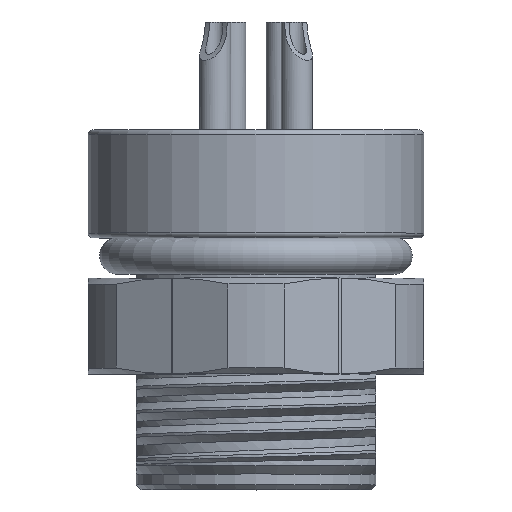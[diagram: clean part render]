
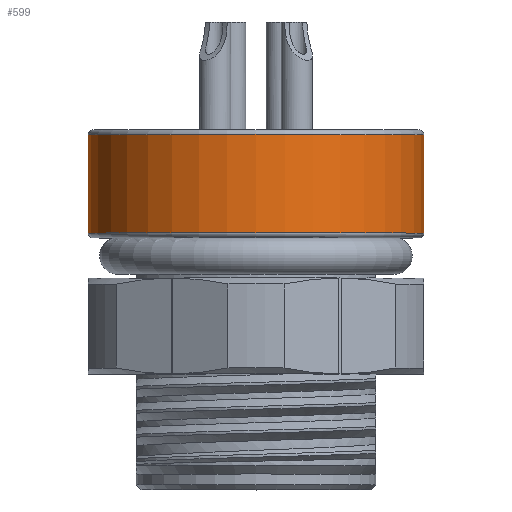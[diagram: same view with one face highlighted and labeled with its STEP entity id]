
A CAD part, top view. The second image highlights one B-rep face of the part: STEP entity #599.
In plain terms, the highlighted cylindrical face has radius 7 mm (diameter 14 mm), a full revolution.
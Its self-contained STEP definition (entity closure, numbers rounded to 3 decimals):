
#116=FACE_BOUND('',#1078,.T.);
#117=FACE_BOUND('',#1079,.T.);
#250=CIRCLE('',#4030,7.);
#251=CIRCLE('',#4032,7.);
#427=CYLINDRICAL_SURFACE('',#4033,7.);
#599=ADVANCED_FACE('',(#116,#117),#427,.T.);
#1078=EDGE_LOOP('',(#2033));
#1079=EDGE_LOOP('',(#2034));
#2033=ORIENTED_EDGE('',*,*,#3322,.T.);
#2034=ORIENTED_EDGE('',*,*,#3323,.F.);
#2823=VERTEX_POINT('',#15272);
#2824=VERTEX_POINT('',#15275);
#3322=EDGE_CURVE('',#2823,#2823,#250,.T.);
#3323=EDGE_CURVE('',#2824,#2824,#251,.T.);
#4030=AXIS2_PLACEMENT_3D('',#15271,#4486,#4487);
#4032=AXIS2_PLACEMENT_3D('',#15274,#4490,#4491);
#4033=AXIS2_PLACEMENT_3D('',#15276,#4492,#4493);
#4486=DIRECTION('',(0.,-1.,0.));
#4487=DIRECTION('',(1.,0.,0.));
#4490=DIRECTION('',(0.,-1.,0.));
#4491=DIRECTION('',(1.,0.,0.));
#4492=DIRECTION('',(0.,-1.,0.));
#4493=DIRECTION('',(1.,0.,0.));
#15271=CARTESIAN_POINT('',(0.,7.3,0.));
#15272=CARTESIAN_POINT('',(7.,7.3,0.));
#15274=CARTESIAN_POINT('',(0.,3.2,0.));
#15275=CARTESIAN_POINT('',(7.,3.2,0.));
#15276=CARTESIAN_POINT('',(0.,8.25,0.));
